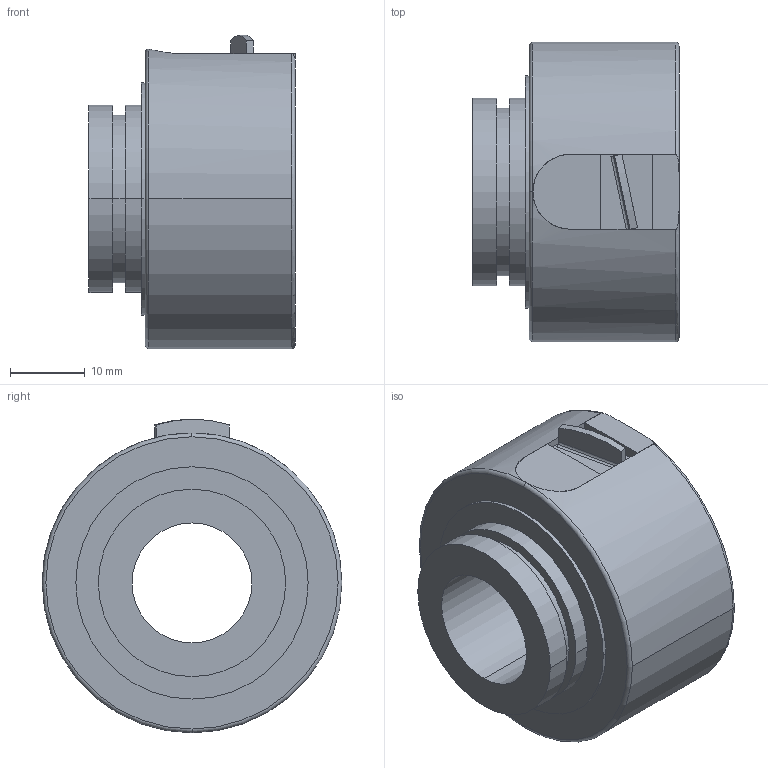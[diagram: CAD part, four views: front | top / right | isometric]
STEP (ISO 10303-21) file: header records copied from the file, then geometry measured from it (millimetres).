
FILE_DESCRIPTION(('STEP AP214'),'1');
FILE_NAME(' ',' ',('TraceParts'),('TraceParts S.A.'),'XStep 1.0',' ',' ');
FILE_SCHEMA(('automotive_design'));
Length unit declared in the file: millimetre
Products named in the file (1): 1
Bounding box: 27.5 x 40 x 41.85 mm (x, y, z)
Volume: 23103.7 mm3; surface area: 6856.5 mm2
Topology: 1 solids, 1 shells, 43 faces, 109 edges, 72 vertices
Faces by surface type: plane 21, cylinder 18, torus 4
Entity records: 1365 total; most frequent: CARTESIAN_POINT 267, DIRECTION 240, ORIENTED_EDGE 218, EDGE_CURVE 109, AXIS2_PLACEMENT_3D 93, VERTEX_POINT 72, LINE 54, VECTOR 54
